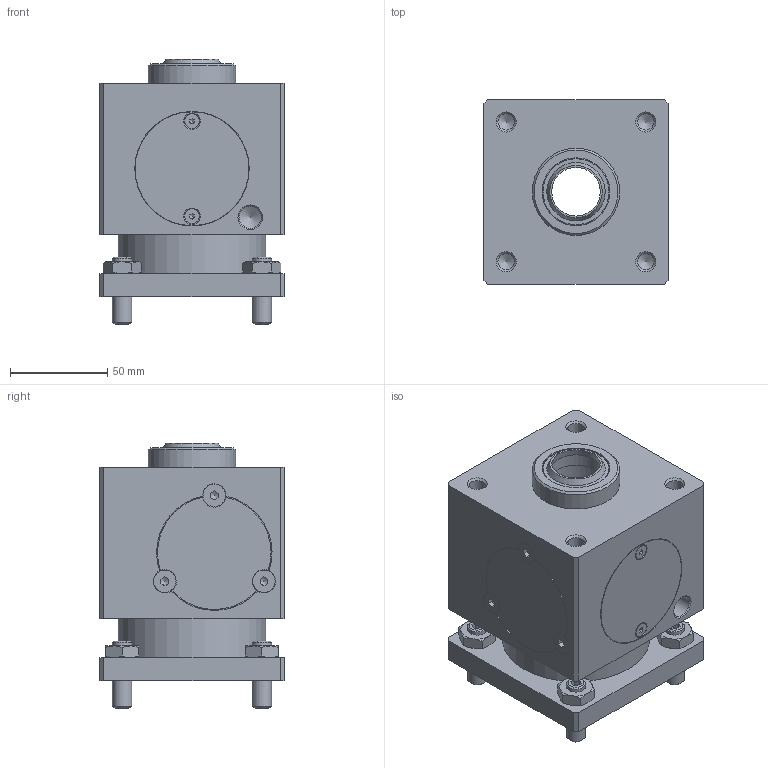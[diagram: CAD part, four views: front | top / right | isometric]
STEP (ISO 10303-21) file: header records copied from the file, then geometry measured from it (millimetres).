
FILE_DESCRIPTION((''),'2;1');
FILE_NAME('BH080.stp','2015-08-26T12:23:14',('carlo.corazza'),(''),'Autodesk Inventor 2013','Autodesk Inventor 2013','');
FILE_SCHEMA(('AUTOMOTIVE_DESIGN { 1 0 10303 214 1 1 1 1 }'));
Length unit declared in the file: millimetre
Products named in the file (1): BH080
Bounding box: 95 x 95 x 137 mm (x, y, z)
Volume: 665448.2 mm3; surface area: 107623.6 mm2
Topology: 1 solids, 19 shells, 411 faces, 1091 edges, 713 vertices
Faces by surface type: plane 197, cylinder 120, cone 91, torus 3
Full cylindrical faces by diameter (mm): 2 x1, 3.242 x2, 4 x2, 4.5 x2, 4.917 x6, 6 x12, 6.5 x6, 7.64 x2, 8.376 x4, 10 x8, 11 x4, 11.445 x1, 11.57 x6, 18 x1, 26 x1, 27 x2, 32 x1, 35 x1, 40 x2, 44 x2, 45 x1, 45.5 x1, 54 x1, 59 x2, 76 x1
Entity records: 11738 total; most frequent: CARTESIAN_POINT 2632, DIRECTION 1752, ORIENTED_EDGE 1684, EDGE_CURVE 842, AXIS2_PLACEMENT_3D 726, VERTEX_POINT 624, EDGE_LOOP 598, FACE_OUTER_BOUND 405
